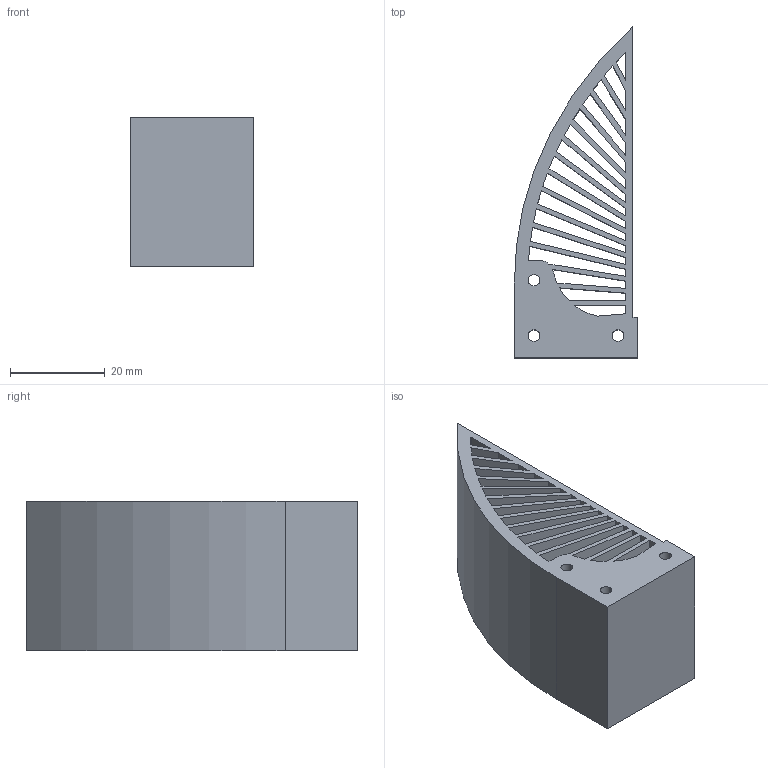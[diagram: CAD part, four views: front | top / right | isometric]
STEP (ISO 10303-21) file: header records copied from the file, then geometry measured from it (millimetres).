
FILE_DESCRIPTION (( 'STEP AP214' ), '1' );
FILE_NAME ('fin_ray_3.STEP', '2024-12-22T11:42:59', ( '' ), ( '' ), 'SwSTEP 2.0', 'SolidWorks 2020', '' );
FILE_SCHEMA (( 'AUTOMOTIVE_DESIGN' ));
Length unit declared in the file: millimetre
Products named in the file (1): fin_ray_3
Bounding box: 26 x 69.91 x 31.4 mm (x, y, z)
Volume: 25352.2 mm3; surface area: 25571.1 mm2
Topology: 1 solids, 1 shells, 81 faces, 237 edges, 158 vertices
Faces by surface type: plane 56, bspline 14, cylinder 11
Entity records: 2855 total; most frequent: CARTESIAN_POINT 667, ORIENTED_EDGE 474, DIRECTION 367, EDGE_CURVE 237, VECTOR 187, LINE 187, VERTEX_POINT 158, EDGE_LOOP 119
